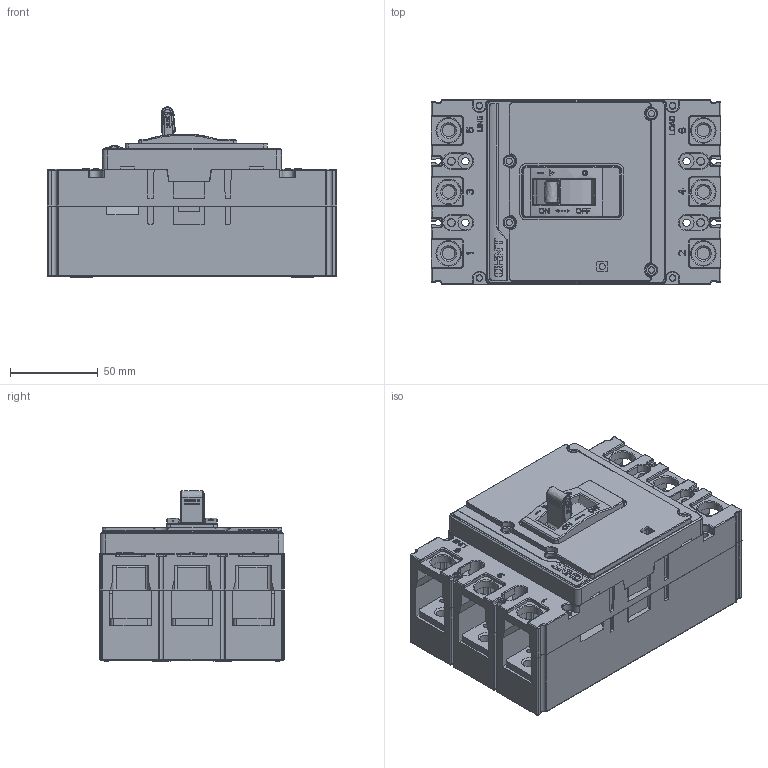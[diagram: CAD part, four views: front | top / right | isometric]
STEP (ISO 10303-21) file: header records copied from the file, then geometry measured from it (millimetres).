
FILE_DESCRIPTION(/* description */ (''),/* implementation_level */ '2;1');
FILE_NAME(/* name */ 'NXM-320(250)S-3P.stp',/* time_stamp */ '2017-04-14T13:23:02+08:00',/* author */ (''),/* organization */ (''),/* preprocessor_version */ 'ST-DEVELOPER v11',/* originating_system */ 'SIEMENS PLM Software NX 7.5',/* authorisation */ '');
FILE_SCHEMA (('CONFIG_CONTROL_DESIGN'));
Products named in the file (1): NXM-320(250)S-3P
Bounding box: 165 x 105 x 96.96 mm (x, y, z)
Volume: 890867.4 mm3; surface area: 282951.9 mm2
Topology: 10 solids, 11 shells, 4060 faces, 11132 edges, 7103 vertices
Faces by surface type: plane 2432, cylinder 1061, extrusion 183, sphere 148, torus 117, cone 69, bspline 50
Full cylindrical faces by diameter (mm): 1.6 x1, 1.8 x1, 2 x1, 3 x13, 3.5 x12, 3.8 x4, 4 x19, 4.2 x4, 4.3 x4, 4.5 x4, 4.91 x6, 5 x10, 5.5 x3, 5.8 x4, 6.41 x8, 6.5 x4, 7 x18, 7.5 x8, 8.5 x8, 10 x9, 13 x12, 13.5 x6
Entity records: 159708 total; most frequent: CARTESIAN_POINT 59067, ORIENTED_EDGE 21248, DIRECTION 19936, EDGE_CURVE 10624, VECTOR 7364, LINE 7181, VERTEX_POINT 6959, AXIS2_PLACEMENT_3D 6286
